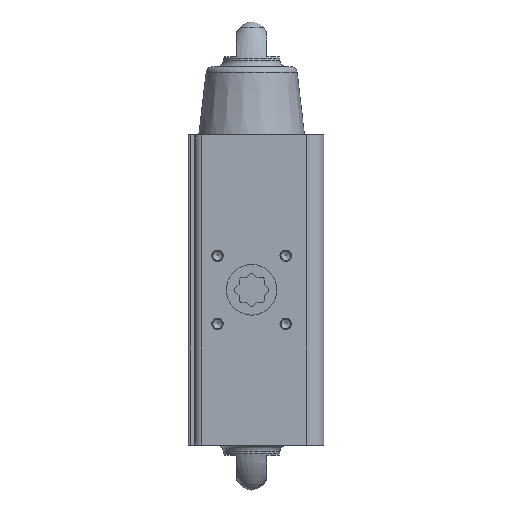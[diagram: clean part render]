
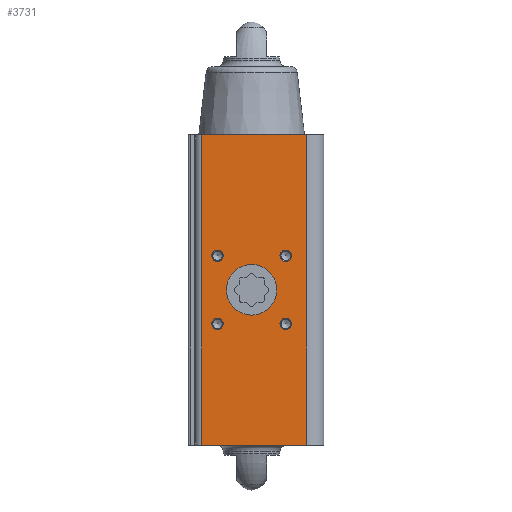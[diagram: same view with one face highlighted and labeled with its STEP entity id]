
A CAD part, front view. The second image highlights one B-rep face of the part: STEP entity #3731.
In plain terms, the highlighted planar face has unit normal (0, -1, 0).
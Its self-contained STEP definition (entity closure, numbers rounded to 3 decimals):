
#118=PLANE('',#4039);
#285=LINE('',#5656,#611);
#299=LINE('',#5701,#625);
#305=LINE('',#5728,#631);
#313=LINE('',#5841,#639);
#611=VECTOR('',#4472,1000.);
#625=VECTOR('',#4512,1000.);
#631=VECTOR('',#4540,1000.);
#639=VECTOR('',#4592,1000.);
#1026=ORIENTED_EDGE('',*,*,#2004,.F.);
#1027=ORIENTED_EDGE('',*,*,#2005,.F.);
#1028=ORIENTED_EDGE('',*,*,#2006,.F.);
#1029=ORIENTED_EDGE('',*,*,#2007,.F.);
#1030=ORIENTED_EDGE('',*,*,#2008,.F.);
#1031=ORIENTED_EDGE('',*,*,#1966,.T.);
#1032=ORIENTED_EDGE('',*,*,#2009,.F.);
#1033=ORIENTED_EDGE('',*,*,#1981,.F.);
#1034=ORIENTED_EDGE('',*,*,#1942,.T.);
#1942=EDGE_CURVE('',#2441,#2440,#285,.T.);
#1966=EDGE_CURVE('',#2440,#2458,#299,.T.);
#1981=EDGE_CURVE('',#2441,#2469,#305,.T.);
#2004=EDGE_CURVE('',#2487,#2487,#2807,.T.);
#2005=EDGE_CURVE('',#2488,#2488,#2808,.T.);
#2006=EDGE_CURVE('',#2489,#2489,#2809,.T.);
#2007=EDGE_CURVE('',#2490,#2490,#2810,.T.);
#2008=EDGE_CURVE('',#2491,#2491,#2811,.T.);
#2009=EDGE_CURVE('',#2469,#2458,#313,.T.);
#2440=VERTEX_POINT('',#5655);
#2441=VERTEX_POINT('',#5657);
#2458=VERTEX_POINT('',#5700);
#2469=VERTEX_POINT('',#5729);
#2487=VERTEX_POINT('',#5832);
#2488=VERTEX_POINT('',#5834);
#2489=VERTEX_POINT('',#5836);
#2490=VERTEX_POINT('',#5838);
#2491=VERTEX_POINT('',#5840);
#2807=CIRCLE('',#4040,2.5);
#2808=CIRCLE('',#4041,2.5);
#2809=CIRCLE('',#4042,2.5);
#2810=CIRCLE('',#4043,2.5);
#2811=CIRCLE('',#4044,11.);
#2971=EDGE_LOOP('',(#1026));
#2972=EDGE_LOOP('',(#1027));
#2973=EDGE_LOOP('',(#1028));
#2974=EDGE_LOOP('',(#1029));
#2975=EDGE_LOOP('',(#1030));
#2976=EDGE_LOOP('',(#1031,#1032,#1033,#1034));
#3322=FACE_BOUND('',#2971,.T.);
#3323=FACE_BOUND('',#2972,.T.);
#3324=FACE_BOUND('',#2973,.T.);
#3325=FACE_BOUND('',#2974,.T.);
#3326=FACE_BOUND('',#2975,.T.);
#3327=FACE_BOUND('',#2976,.T.);
#3731=ADVANCED_FACE('',(#3322,#3323,#3324,#3325,#3326,#3327),#118,.F.);
#4039=AXIS2_PLACEMENT_3D('',#5830,#4580,#4581);
#4040=AXIS2_PLACEMENT_3D('',#5831,#4582,#4583);
#4041=AXIS2_PLACEMENT_3D('',#5833,#4584,#4585);
#4042=AXIS2_PLACEMENT_3D('',#5835,#4586,#4587);
#4043=AXIS2_PLACEMENT_3D('',#5837,#4588,#4589);
#4044=AXIS2_PLACEMENT_3D('',#5839,#4590,#4591);
#4472=DIRECTION('',(0.,0.,-1.));
#4512=DIRECTION('',(1.,0.,0.));
#4540=DIRECTION('',(1.,0.,0.));
#4580=DIRECTION('',(0.,1.,0.));
#4581=DIRECTION('',(0.,0.,1.));
#4582=DIRECTION('',(0.,-1.,0.));
#4583=DIRECTION('',(0.,0.,-1.));
#4584=DIRECTION('',(0.,-1.,0.));
#4585=DIRECTION('',(0.,0.,-1.));
#4586=DIRECTION('',(0.,-1.,0.));
#4587=DIRECTION('',(0.,0.,-1.));
#4588=DIRECTION('',(0.,-1.,0.));
#4589=DIRECTION('',(0.,0.,-1.));
#4590=DIRECTION('',(0.,-1.,0.));
#4591=DIRECTION('',(0.,0.,-1.));
#4592=DIRECTION('',(0.,0.,-1.));
#5655=CARTESIAN_POINT('',(-21.789,-31.5,-67.65));
#5656=CARTESIAN_POINT('',(-21.789,-31.5,67.65));
#5657=CARTESIAN_POINT('',(-21.789,-31.5,67.65));
#5700=CARTESIAN_POINT('',(24.1,-31.5,-67.65));
#5701=CARTESIAN_POINT('',(-21.789,-31.5,-67.65));
#5728=CARTESIAN_POINT('',(-21.789,-31.5,67.65));
#5729=CARTESIAN_POINT('',(24.1,-31.5,67.65));
#5830=CARTESIAN_POINT('',(-21.789,-31.5,67.65));
#5831=CARTESIAN_POINT('',(-14.849,-31.5,14.849));
#5832=CARTESIAN_POINT('',(-14.849,-31.5,12.349));
#5833=CARTESIAN_POINT('',(14.849,-31.5,14.849));
#5834=CARTESIAN_POINT('',(14.849,-31.5,12.349));
#5835=CARTESIAN_POINT('',(14.849,-31.5,-14.849));
#5836=CARTESIAN_POINT('',(14.849,-31.5,-17.349));
#5837=CARTESIAN_POINT('',(-14.849,-31.5,-14.849));
#5838=CARTESIAN_POINT('',(-14.849,-31.5,-17.349));
#5839=CARTESIAN_POINT('',(0.,-31.5,0.));
#5840=CARTESIAN_POINT('',(0.,-31.5,-11.));
#5841=CARTESIAN_POINT('',(24.1,-31.5,67.65));
